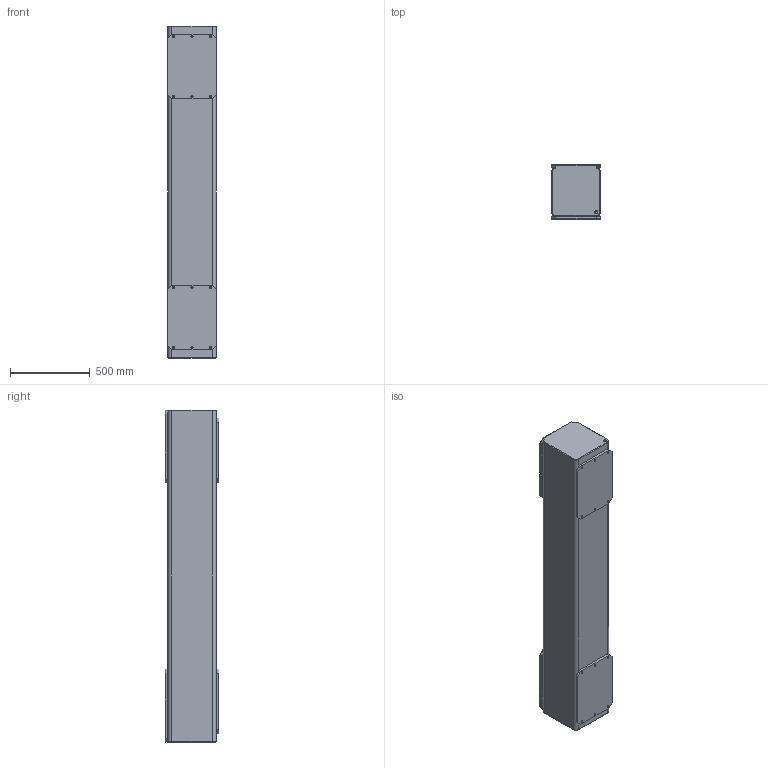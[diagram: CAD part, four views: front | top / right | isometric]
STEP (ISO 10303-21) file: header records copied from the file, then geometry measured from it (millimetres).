
FILE_DESCRIPTION (( 'STEP AP203' ), '1' );
FILE_NAME ('D1002125 Cross Brace, Stand, Test, BSC-ISI+Quad + HAM-ISI, aLIGO.STEP', '2011-03-30T22:16:08', ( '' ), ( '' ), 'SwSTEP 2.0', 'SolidWorks 2010', '' );
FILE_SCHEMA (( 'CONFIG_CONTROL_DESIGN' ));
Length unit declared in the file: inch
Products named in the file (1): D1002125 Cross Brace, Stand, Test, BSC-ISI+Quad + HAM-ISI, aLIGO
Bounding box: 304.8 x 336.55 x 2082.8 mm (x, y, z)
Volume: 39661922.4 mm3; surface area: 5321952.6 mm2
Topology: 1 solids, 1 shells, 289 faces, 714 edges, 429 vertices
Faces by surface type: plane 101, cone 94, cylinder 94
Entity records: 8709 total; most frequent: DIRECTION 1576, CARTESIAN_POINT 1433, ORIENTED_EDGE 1428, EDGE_CURVE 714, AXIS2_PLACEMENT_3D 572, LINE 432, VECTOR 432, VERTEX_POINT 429
